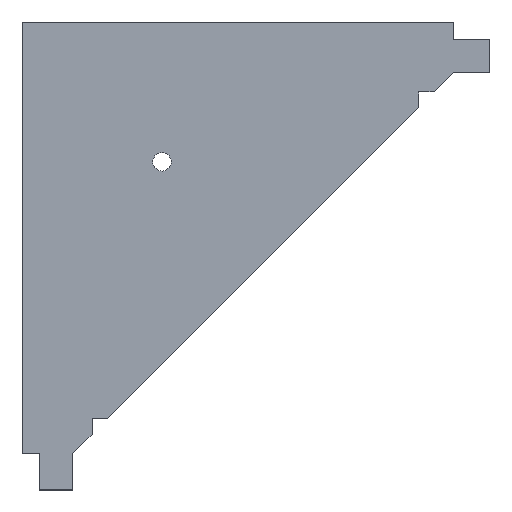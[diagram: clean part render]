
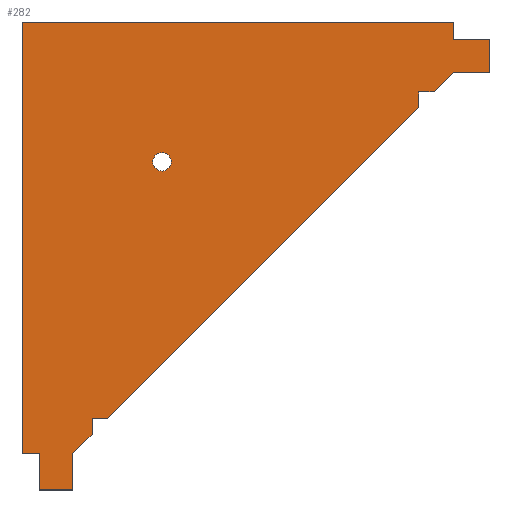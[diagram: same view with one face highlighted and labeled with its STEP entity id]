
A CAD part, top view. The second image highlights one B-rep face of the part: STEP entity #282.
In plain terms, the highlighted planar face has unit normal (0, 0, 1).
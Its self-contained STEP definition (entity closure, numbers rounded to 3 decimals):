
#282=ADVANCED_FACE('',(#1002,#1004),#1006,.T.);
#1002=FACE_BOUND('',#1003,.T.);
#1003=EDGE_LOOP('',(#1582,#1583,#1584,#1585,#1586,#1587,#1588,#1589,#1590,#1591,
#1592,#1593,#1594,#1595,#1596,#1597,#1598));
#1004=FACE_BOUND('',#1005,.T.);
#1005=EDGE_LOOP('',(#1599));
#1006=PLANE('',#1007);
#1007=AXIS2_PLACEMENT_3D('',#1008,#1009,#1010);
#1008=CARTESIAN_POINT('',(0.,0.,0.));
#1009=DIRECTION('',(0.,0.,1.));
#1010=DIRECTION('',(-1.,0.,0.));
#1582=ORIENTED_EDGE('',*,*,#1968,.T.);
#1583=ORIENTED_EDGE('',*,*,#1969,.T.);
#1584=ORIENTED_EDGE('',*,*,#1970,.T.);
#1585=ORIENTED_EDGE('',*,*,#1971,.T.);
#1586=ORIENTED_EDGE('',*,*,#1972,.T.);
#1587=ORIENTED_EDGE('',*,*,#1973,.T.);
#1588=ORIENTED_EDGE('',*,*,#1974,.T.);
#1589=ORIENTED_EDGE('',*,*,#1975,.T.);
#1590=ORIENTED_EDGE('',*,*,#1976,.T.);
#1591=ORIENTED_EDGE('',*,*,#1977,.T.);
#1592=ORIENTED_EDGE('',*,*,#1978,.T.);
#1593=ORIENTED_EDGE('',*,*,#1979,.T.);
#1594=ORIENTED_EDGE('',*,*,#1980,.T.);
#1595=ORIENTED_EDGE('',*,*,#1939,.T.);
#1596=ORIENTED_EDGE('',*,*,#1898,.T.);
#1597=ORIENTED_EDGE('',*,*,#1967,.T.);
#1598=ORIENTED_EDGE('',*,*,#1935,.T.);
#1599=ORIENTED_EDGE('',*,*,#1981,.T.);
#1898=EDGE_CURVE('',#2130,#2137,#2139,.T.);
#1935=EDGE_CURVE('',#2200,#2201,#2202,.T.);
#1939=EDGE_CURVE('',#2208,#2130,#2209,.T.);
#1967=EDGE_CURVE('',#2137,#2200,#2260,.T.);
#1968=EDGE_CURVE('',#2201,#2261,#2262,.T.);
#1969=EDGE_CURVE('',#2261,#2263,#2264,.T.);
#1970=EDGE_CURVE('',#2263,#2265,#2266,.T.);
#1971=EDGE_CURVE('',#2265,#2267,#2268,.T.);
#1972=EDGE_CURVE('',#2267,#2269,#2270,.T.);
#1973=EDGE_CURVE('',#2269,#2271,#2272,.T.);
#1974=EDGE_CURVE('',#2271,#2273,#2274,.T.);
#1975=EDGE_CURVE('',#2273,#2275,#2276,.T.);
#1976=EDGE_CURVE('',#2275,#2277,#2278,.T.);
#1977=EDGE_CURVE('',#2277,#2279,#2280,.T.);
#1978=EDGE_CURVE('',#2279,#2281,#2282,.T.);
#1979=EDGE_CURVE('',#2281,#2283,#2284,.T.);
#1980=EDGE_CURVE('',#2283,#2208,#2285,.T.);
#1981=EDGE_CURVE('',#2286,#2286,#2287,.F.);
#2130=VERTEX_POINT('',#2544);
#2137=VERTEX_POINT('',#2557);
#2139=LINE('',#2561,#2562);
#2200=VERTEX_POINT('',#2696);
#2201=VERTEX_POINT('',#2697);
#2202=LINE('',#2698,#2699);
#2208=VERTEX_POINT('',#2712);
#2209=LINE('',#2713,#2714);
#2260=LINE('',#2823,#2824);
#2261=VERTEX_POINT('',#2826);
#2262=LINE('',#2827,#2828);
#2263=VERTEX_POINT('',#2830);
#2264=LINE('',#2831,#2832);
#2265=VERTEX_POINT('',#2834);
#2266=LINE('',#2835,#2836);
#2267=VERTEX_POINT('',#2838);
#2268=LINE('',#2839,#2840);
#2269=VERTEX_POINT('',#2842);
#2270=LINE('',#2843,#2844);
#2271=VERTEX_POINT('',#2846);
#2272=LINE('',#2847,#2848);
#2273=VERTEX_POINT('',#2850);
#2274=LINE('',#2851,#2852);
#2275=VERTEX_POINT('',#2854);
#2276=LINE('',#2855,#2856);
#2277=VERTEX_POINT('',#2858);
#2278=LINE('',#2859,#2860);
#2279=VERTEX_POINT('',#2862);
#2280=LINE('',#2863,#2864);
#2281=VERTEX_POINT('',#2866);
#2282=LINE('',#2867,#2868);
#2283=VERTEX_POINT('',#2870);
#2284=LINE('',#2871,#2872);
#2285=LINE('',#2874,#2875);
#2286=VERTEX_POINT('',#2877);
#2287=CIRCLE('',#2878,2.1);
#2544=CARTESIAN_POINT('',(98.7,-11.55,0.));
#2557=CARTESIAN_POINT('',(107.,-11.55,0.));
#2561=CARTESIAN_POINT('',(98.7,-11.55,0.));
#2562=VECTOR('',#2563,1.);
#2563=DIRECTION('',(1.,0.,0.));
#2696=CARTESIAN_POINT('',(107.,-4.,0.));
#2697=CARTESIAN_POINT('',(98.7,-4.,0.));
#2698=CARTESIAN_POINT('',(107.,-4.,0.));
#2699=VECTOR('',#2700,1.);
#2700=DIRECTION('',(-1.,0.,0.));
#2712=CARTESIAN_POINT('',(94.25,-16.,0.));
#2713=CARTESIAN_POINT('',(94.25,-16.,0.));
#2714=VECTOR('',#2715,1.);
#2715=DIRECTION('',(0.707,0.707,0.));
#2823=CARTESIAN_POINT('',(107.,-11.55,0.));
#2824=VECTOR('',#2825,1.);
#2825=DIRECTION('',(0.,1.,0.));
#2826=CARTESIAN_POINT('',(98.7,0.,0.));
#2827=CARTESIAN_POINT('',(98.7,-4.,0.));
#2828=VECTOR('',#2829,1.);
#2829=DIRECTION('',(0.,1.,0.));
#2830=CARTESIAN_POINT('',(0.,0.,0.));
#2831=CARTESIAN_POINT('',(98.7,0.,0.));
#2832=VECTOR('',#2833,1.);
#2833=DIRECTION('',(-1.,0.,0.));
#2834=CARTESIAN_POINT('',(0.,-98.7,0.));
#2835=CARTESIAN_POINT('',(0.,0.,0.));
#2836=VECTOR('',#2837,1.);
#2837=DIRECTION('',(0.,-1.,0.));
#2838=CARTESIAN_POINT('',(4.,-98.7,0.));
#2839=CARTESIAN_POINT('',(0.,-98.7,0.));
#2840=VECTOR('',#2841,1.);
#2841=DIRECTION('',(1.,0.,0.));
#2842=CARTESIAN_POINT('',(4.,-107.,0.));
#2843=CARTESIAN_POINT('',(4.,-98.7,0.));
#2844=VECTOR('',#2845,1.);
#2845=DIRECTION('',(0.,-1.,0.));
#2846=CARTESIAN_POINT('',(11.55,-107.,0.));
#2847=CARTESIAN_POINT('',(4.,-107.,0.));
#2848=VECTOR('',#2849,1.);
#2849=DIRECTION('',(1.,0.,0.));
#2850=CARTESIAN_POINT('',(11.55,-98.7,0.));
#2851=CARTESIAN_POINT('',(11.55,-107.,0.));
#2852=VECTOR('',#2853,1.);
#2853=DIRECTION('',(0.,1.,0.));
#2854=CARTESIAN_POINT('',(16.,-94.25,0.));
#2855=CARTESIAN_POINT('',(11.55,-98.7,0.));
#2856=VECTOR('',#2857,1.);
#2857=DIRECTION('',(0.707,0.707,0.));
#2858=CARTESIAN_POINT('',(16.,-90.7,0.));
#2859=CARTESIAN_POINT('',(16.,-94.25,0.));
#2860=VECTOR('',#2861,1.);
#2861=DIRECTION('',(0.,1.,0.));
#2862=CARTESIAN_POINT('',(19.55,-90.7,0.));
#2863=CARTESIAN_POINT('',(16.,-90.7,0.));
#2864=VECTOR('',#2865,1.);
#2865=DIRECTION('',(1.,0.,0.));
#2866=CARTESIAN_POINT('',(90.7,-19.55,0.));
#2867=CARTESIAN_POINT('',(19.55,-90.7,0.));
#2868=VECTOR('',#2869,1.);
#2869=DIRECTION('',(0.707,0.707,0.));
#2870=CARTESIAN_POINT('',(90.7,-16.,0.));
#2871=CARTESIAN_POINT('',(90.7,-19.55,0.));
#2872=VECTOR('',#2873,1.);
#2873=DIRECTION('',(0.,1.,0.));
#2874=CARTESIAN_POINT('',(90.7,-16.,0.));
#2875=VECTOR('',#2876,1.);
#2876=DIRECTION('',(1.,0.,0.));
#2877=CARTESIAN_POINT('',(29.9,-32.,0.));
#2878=AXIS2_PLACEMENT_3D('',#2879,#2880,#2881);
#2879=CARTESIAN_POINT('',(32.,-32.,0.));
#2880=DIRECTION('',(0.,0.,1.));
#2881=DIRECTION('',(-1.,0.,0.));
